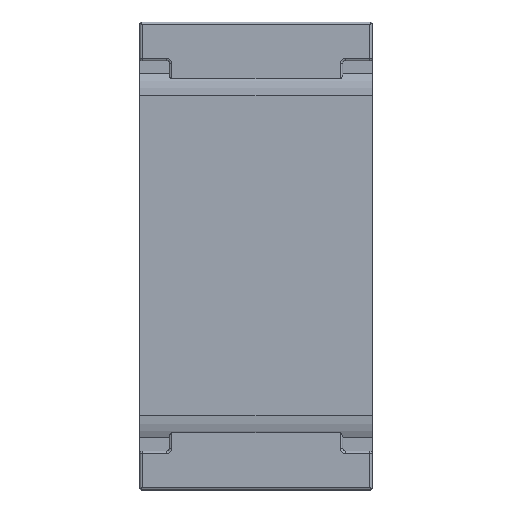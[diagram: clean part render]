
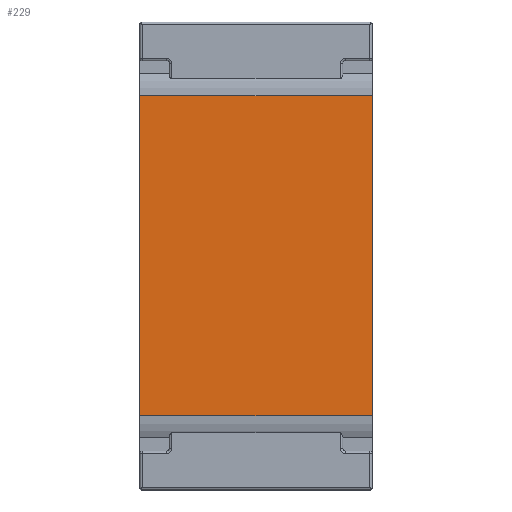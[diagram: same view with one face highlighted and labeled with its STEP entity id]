
A CAD part, top view. The second image highlights one B-rep face of the part: STEP entity #229.
In plain terms, the highlighted planar face has unit normal (0, 0, 1).
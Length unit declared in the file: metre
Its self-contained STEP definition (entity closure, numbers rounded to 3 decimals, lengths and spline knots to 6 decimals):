
#229=ADVANCED_FACE('0:112',(#467),#468,.T.);
#467=FACE_OUTER_BOUND('',#749,.T.);
#468=PLANE('',#750);
#749=EDGE_LOOP('',(#1299,#1300,#1301,#1302));
#750=AXIS2_PLACEMENT_3D('',#1303,#1304,#1305);
#1299=ORIENTED_EDGE('',*,*,#1988,.F.);
#1300=ORIENTED_EDGE('',*,*,#1979,.T.);
#1301=ORIENTED_EDGE('',*,*,#1989,.F.);
#1302=ORIENTED_EDGE('',*,*,#1984,.T.);
#1303=CARTESIAN_POINT('',(0.0,0.0,0.000536));
#1304=DIRECTION('',(0.0,0.0,1.0));
#1305=DIRECTION('',(1.0,0.0,0.0));
#1979=EDGE_CURVE('0:127',#2277,#2274,#2278,.F.);
#1984=EDGE_CURVE('0:139',#2286,#2283,#2287,.F.);
#1988=EDGE_CURVE('0:148',#2277,#2283,#2292,.T.);
#1989=EDGE_CURVE('0:151',#2286,#2274,#2293,.T.);
#2274=VERTEX_POINT('',#2690);
#2277=VERTEX_POINT('',#2693);
#2278=LINE('',#2694,#2695);
#2283=VERTEX_POINT('',#2701);
#2286=VERTEX_POINT('',#2704);
#2287=LINE('',#2705,#2706);
#2292=LINE('',#2712,#2713);
#2293=LINE('',#2714,#2715);
#2690=CARTESIAN_POINT('',(-0.00075,0.001033,0.000536));
#2693=CARTESIAN_POINT('',(0.00075,0.001033,0.000536));
#2694=CARTESIAN_POINT('',(-0.00075,0.001033,0.000536));
#2695=VECTOR('',#3213,1.0);
#2701=CARTESIAN_POINT('',(0.00075,-0.001033,0.000536));
#2704=CARTESIAN_POINT('',(-0.00075,-0.001033,0.000536));
#2705=CARTESIAN_POINT('',(0.00075,-0.001033,0.000536));
#2706=VECTOR('',#3221,1.0);
#2712=CARTESIAN_POINT('',(0.00075,0.0,0.000536));
#2713=VECTOR('',#3226,1.0);
#2714=CARTESIAN_POINT('',(-0.00075,0.0,0.000536));
#2715=VECTOR('',#3227,1.0);
#3213=DIRECTION('',(1.0,0.0,0.0));
#3221=DIRECTION('',(-1.0,0.0,0.0));
#3226=DIRECTION('',(0.0,-1.0,0.0));
#3227=DIRECTION('',(0.0,1.0,0.0));
